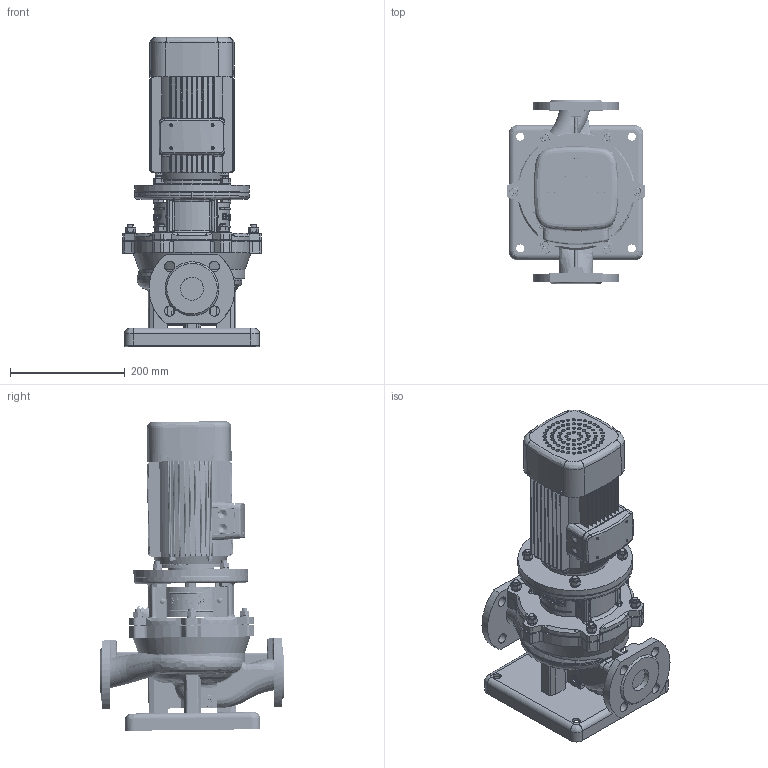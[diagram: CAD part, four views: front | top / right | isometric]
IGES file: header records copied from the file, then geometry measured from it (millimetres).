
Global section: file name: 015P2001; native system: AutoCAD 2021 — Русский (Russian),62HAutod; preprocessor: esk Translation Framework DWG producer (atf_dwg_producer); organization: unknown; date: 20230321.220022; units: millimetre
Bounding box: 242 x 321.04 x 540.16 mm (x, y, z)
Volume: 8638562.8 mm3; surface area: 1070005.8 mm2
Topology: 47 solids, 48 shells, 3561 faces, 12146 edges, 9063 vertices
Faces by surface type: bspline 3453, revolution 108
